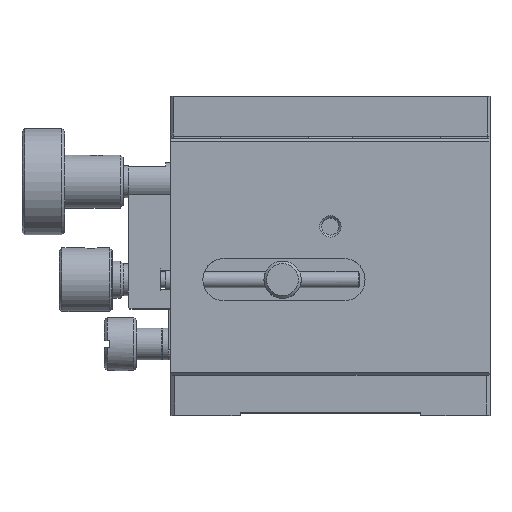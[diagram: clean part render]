
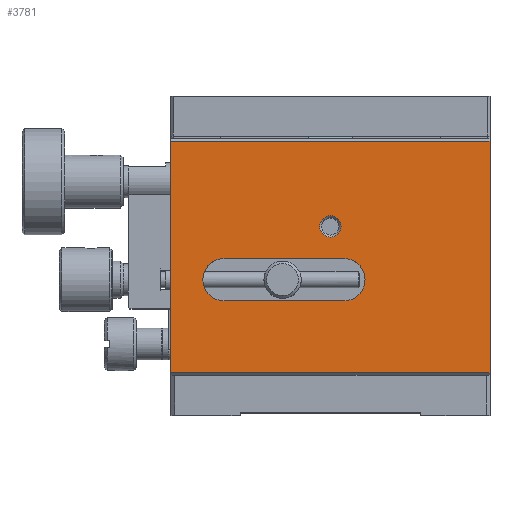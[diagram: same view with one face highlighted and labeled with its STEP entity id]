
A CAD part, top view. The second image highlights one B-rep face of the part: STEP entity #3781.
In plain terms, the highlighted planar face has unit normal (0, 0, -1).
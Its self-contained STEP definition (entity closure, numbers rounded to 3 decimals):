
#10 = CARTESIAN_POINT ( 'NONE',  ( 32.5, 25.5, 0. ) ) ;
#209 = LINE ( 'NONE', #7811, #6489 ) ;
#445 = ORIENTED_EDGE ( 'NONE', *, *, #6776, .T. ) ;
#453 = DIRECTION ( 'NONE',  ( -1., 0., 0. ) ) ;
#860 = CARTESIAN_POINT ( 'NONE',  ( 32., 35.5, 0. ) ) ;
#914 = DIRECTION ( 'NONE',  ( 0., 0., -1. ) ) ;
#1220 = EDGE_LOOP ( 'NONE', ( #9089, #9844, #445, #1261 ) ) ;
#1261 = ORIENTED_EDGE ( 'NONE', *, *, #3598, .T. ) ;
#1316 = LINE ( 'NONE', #2122, #8394 ) ;
#1328 = VERTEX_POINT ( 'NONE', #2004 ) ;
#1372 = EDGE_CURVE ( 'NONE', #8558, #2346, #9236, .T. ) ;
#1520 = ORIENTED_EDGE ( 'NONE', *, *, #6400, .T. ) ;
#1677 = VERTEX_POINT ( 'NONE', #860 ) ;
#1910 = EDGE_CURVE ( 'NONE', #2366, #4072, #8347, .T. ) ;
#1999 = CARTESIAN_POINT ( 'NONE',  ( 10., 29.5, 0. ) ) ;
#2004 = CARTESIAN_POINT ( 'NONE',  ( 60., 51.5, 0. ) ) ;
#2024 = DIRECTION ( 'NONE',  ( 1., 0., 0. ) ) ;
#2121 = ORIENTED_EDGE ( 'NONE', *, *, #1910, .T. ) ;
#2122 = CARTESIAN_POINT ( 'NONE',  ( 60., 21.5, 0. ) ) ;
#2346 = VERTEX_POINT ( 'NONE', #3541 ) ;
#2366 = VERTEX_POINT ( 'NONE', #1999 ) ;
#2373 = CIRCLE ( 'NONE', #8077, 4. ) ;
#2392 = DIRECTION ( 'NONE',  ( 0., 1., 0. ) ) ;
#2491 = FACE_BOUND ( 'NONE', #2530, .T. ) ;
#2530 = EDGE_LOOP ( 'NONE', ( #9781, #4691, #2121, #9546 ) ) ;
#2643 = LINE ( 'NONE', #4180, #10036 ) ;
#2854 = DIRECTION ( 'NONE',  ( 1., 0., 0. ) ) ;
#3165 = CARTESIAN_POINT ( 'NONE',  ( 60., 51.5, 0. ) ) ;
#3257 = CARTESIAN_POINT ( 'NONE',  ( 32.5, 21.5, 0. ) ) ;
#3541 = CARTESIAN_POINT ( 'NONE',  ( 0., 51.5, 0. ) ) ;
#3598 = EDGE_CURVE ( 'NONE', #1328, #5451, #7977, .T. ) ;
#3616 = CARTESIAN_POINT ( 'NONE',  ( 60., 29.5, 0. ) ) ;
#3781 = ADVANCED_FACE ( 'NONE', ( #8506, #2491, #9370 ), #7033, .T. ) ;
#4072 = VERTEX_POINT ( 'NONE', #6964 ) ;
#4171 = CARTESIAN_POINT ( 'NONE',  ( 10., 25.5, 0. ) ) ;
#4180 = CARTESIAN_POINT ( 'NONE',  ( 60., 51.5, 0. ) ) ;
#4385 = LINE ( 'NONE', #3616, #4507 ) ;
#4507 = VECTOR ( 'NONE', #453, 1000. ) ;
#4516 = AXIS2_PLACEMENT_3D ( 'NONE', #7489, #6725, #2854 ) ;
#4691 = ORIENTED_EDGE ( 'NONE', *, *, #5109, .T. ) ;
#4774 = CARTESIAN_POINT ( 'NONE',  ( 0., 8., 0. ) ) ;
#4860 = DIRECTION ( 'NONE',  ( -1., 0., 0. ) ) ;
#4897 = DIRECTION ( 'NONE',  ( 1., 0., 0. ) ) ;
#5109 = EDGE_CURVE ( 'NONE', #9748, #2366, #4385, .T. ) ;
#5264 = AXIS2_PLACEMENT_3D ( 'NONE', #4171, #9706, #8941 ) ;
#5451 = VERTEX_POINT ( 'NONE', #5557 ) ;
#5555 = VERTEX_POINT ( 'NONE', #3257 ) ;
#5557 = CARTESIAN_POINT ( 'NONE',  ( 60., 8., 0. ) ) ;
#5604 = EDGE_CURVE ( 'NONE', #4072, #5555, #1316, .T. ) ;
#5654 = CIRCLE ( 'NONE', #4516, 2. ) ;
#5773 = VECTOR ( 'NONE', #6448, 1000. ) ;
#6095 = EDGE_CURVE ( 'NONE', #5555, #9748, #2373, .T. ) ;
#6400 = EDGE_CURVE ( 'NONE', #1677, #1677, #5654, .T. ) ;
#6448 = DIRECTION ( 'NONE',  ( 0., -1., 0. ) ) ;
#6489 = VECTOR ( 'NONE', #4860, 1000. ) ;
#6590 = AXIS2_PLACEMENT_3D ( 'NONE', #3165, #914, #2392 ) ;
#6725 = DIRECTION ( 'NONE',  ( 0., 0., 1. ) ) ;
#6776 = EDGE_CURVE ( 'NONE', #2346, #1328, #2643, .T. ) ;
#6895 = CARTESIAN_POINT ( 'NONE',  ( 32.5, 29.5, 0. ) ) ;
#6964 = CARTESIAN_POINT ( 'NONE',  ( 10., 21.5, 0. ) ) ;
#7033 = PLANE ( 'NONE',  #6590 ) ;
#7039 = DIRECTION ( 'NONE',  ( 1., 0., 0. ) ) ;
#7098 = EDGE_LOOP ( 'NONE', ( #1520 ) ) ;
#7210 = CARTESIAN_POINT ( 'NONE',  ( 60., 51.5, 0. ) ) ;
#7489 = CARTESIAN_POINT ( 'NONE',  ( 30., 35.5, 0. ) ) ;
#7755 = DIRECTION ( 'NONE',  ( 0., 0., 1. ) ) ;
#7811 = CARTESIAN_POINT ( 'NONE',  ( 60., 8., 0. ) ) ;
#7977 = LINE ( 'NONE', #7210, #5773 ) ;
#8077 = AXIS2_PLACEMENT_3D ( 'NONE', #10, #7755, #7039 ) ;
#8180 = VECTOR ( 'NONE', #9183, 1000. ) ;
#8229 = EDGE_CURVE ( 'NONE', #5451, #8558, #209, .T. ) ;
#8347 = CIRCLE ( 'NONE', #5264, 4. ) ;
#8394 = VECTOR ( 'NONE', #2024, 1000. ) ;
#8425 = CARTESIAN_POINT ( 'NONE',  ( 0., 51.5, 0. ) ) ;
#8506 = FACE_OUTER_BOUND ( 'NONE', #1220, .T. ) ;
#8558 = VERTEX_POINT ( 'NONE', #4774 ) ;
#8941 = DIRECTION ( 'NONE',  ( 1., 0., 0. ) ) ;
#9089 = ORIENTED_EDGE ( 'NONE', *, *, #8229, .T. ) ;
#9183 = DIRECTION ( 'NONE',  ( 0., 1., 0. ) ) ;
#9236 = LINE ( 'NONE', #8425, #8180 ) ;
#9370 = FACE_BOUND ( 'NONE', #7098, .T. ) ;
#9546 = ORIENTED_EDGE ( 'NONE', *, *, #5604, .T. ) ;
#9706 = DIRECTION ( 'NONE',  ( 0., 0., 1. ) ) ;
#9748 = VERTEX_POINT ( 'NONE', #6895 ) ;
#9781 = ORIENTED_EDGE ( 'NONE', *, *, #6095, .T. ) ;
#9844 = ORIENTED_EDGE ( 'NONE', *, *, #1372, .T. ) ;
#10036 = VECTOR ( 'NONE', #4897, 1000. ) ;
